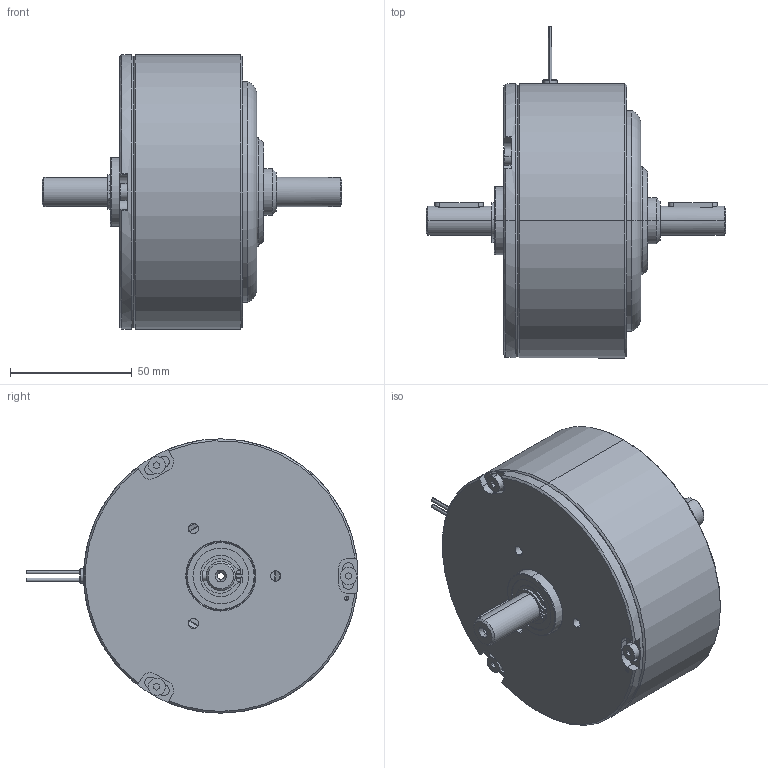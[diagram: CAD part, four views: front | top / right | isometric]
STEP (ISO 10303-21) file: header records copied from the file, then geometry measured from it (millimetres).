
FILE_DESCRIPTION (( 'STEP AP203' ), '1' );
FILE_NAME ('HB-250M_C_EF.STEP', '2013-04-02T13:54:55', ( 'Jeff' ), ( '' ), 'SwSTEP 2.0', 'SolidWorks 2013', '' );
FILE_SCHEMA (( 'CONFIG_CONTROL_DESIGN' ));
Length unit declared in the file: inch
Products named in the file (1): HB-250M_C_EF
Bounding box: 123.11 x 136.36 x 112.7 mm (x, y, z)
Surface area: 59187.3 mm2 (no closed solid volume)
Topology: 0 solids, 20 shells, 287 faces, 1094 edges, 831 vertices
Faces by surface type: cylinder 132, plane 86, cone 59, torus 8, bspline 2
Entity records: 12249 total; most frequent: CARTESIAN_POINT 3020, DIRECTION 1959, ORIENTED_EDGE 1650, EDGE_CURVE 1092, VERTEX_POINT 831, AXIS2_PLACEMENT_3D 766, CIRCLE 480, VECTOR 427
